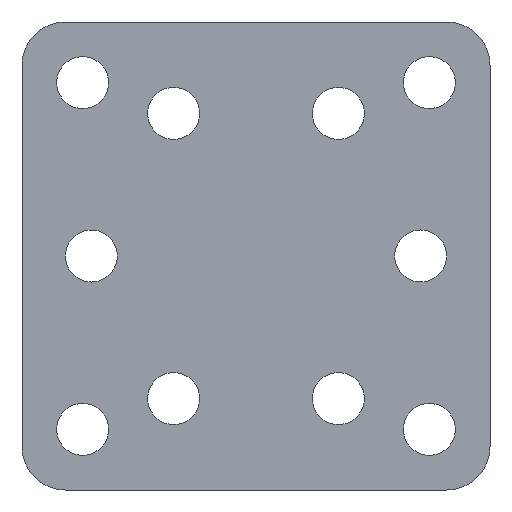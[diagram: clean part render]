
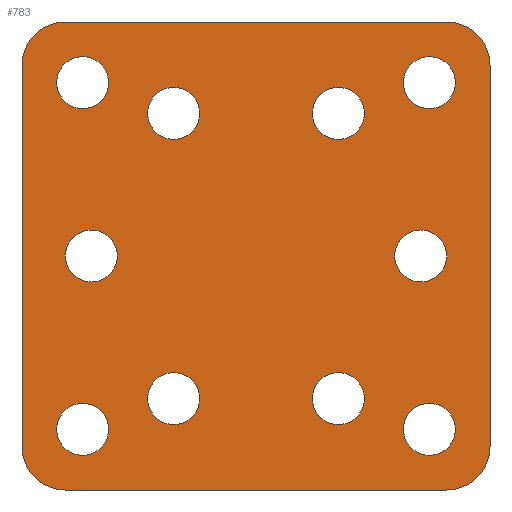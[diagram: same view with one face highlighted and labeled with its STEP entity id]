
A CAD part, front view. The second image highlights one B-rep face of the part: STEP entity #783.
In plain terms, the highlighted planar face has unit normal (0, -1, 0).
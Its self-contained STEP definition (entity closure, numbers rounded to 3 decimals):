
#48=LINE('',#1280,#88);
#54=LINE('',#1295,#94);
#56=LINE('',#1331,#96);
#57=LINE('',#1333,#97);
#88=VECTOR('',#1050,10.);
#94=VECTOR('',#1066,10.);
#96=VECTOR('',#1114,10.);
#97=VECTOR('',#1117,10.);
#116=PLANE('',#883);
#179=FACE_BOUND('',#314,.T.);
#180=FACE_BOUND('',#315,.T.);
#181=FACE_BOUND('',#316,.T.);
#182=FACE_BOUND('',#317,.T.);
#183=FACE_BOUND('',#318,.T.);
#184=FACE_BOUND('',#319,.T.);
#185=FACE_BOUND('',#320,.T.);
#186=FACE_BOUND('',#321,.T.);
#187=FACE_BOUND('',#322,.T.);
#188=FACE_BOUND('',#323,.T.);
#230=FACE_OUTER_BOUND('',#313,.T.);
#313=EDGE_LOOP('',(#721,#722,#723,#724,#725,#726,#727,#728));
#314=EDGE_LOOP('',(#729));
#315=EDGE_LOOP('',(#730));
#316=EDGE_LOOP('',(#731));
#317=EDGE_LOOP('',(#732));
#318=EDGE_LOOP('',(#733));
#319=EDGE_LOOP('',(#734));
#320=EDGE_LOOP('',(#735));
#321=EDGE_LOOP('',(#736));
#322=EDGE_LOOP('',(#737));
#323=EDGE_LOOP('',(#738));
#357=CIRCLE('',#843,2.5);
#366=CIRCLE('',#855,2.5);
#367=CIRCLE('',#857,2.5);
#368=CIRCLE('',#860,2.5);
#369=CIRCLE('',#862,1.5);
#370=CIRCLE('',#864,1.5);
#371=CIRCLE('',#866,1.5);
#372=CIRCLE('',#868,1.5);
#373=CIRCLE('',#870,1.5);
#374=CIRCLE('',#872,1.5);
#375=CIRCLE('',#874,1.5);
#376=CIRCLE('',#876,1.5);
#377=CIRCLE('',#878,1.5);
#378=CIRCLE('',#880,1.5);
#424=VERTEX_POINT('',#1248);
#425=VERTEX_POINT('',#1249);
#438=VERTEX_POINT('',#1279);
#439=VERTEX_POINT('',#1283);
#440=VERTEX_POINT('',#1287);
#441=VERTEX_POINT('',#1288);
#442=VERTEX_POINT('',#1293);
#443=VERTEX_POINT('',#1297);
#444=VERTEX_POINT('',#1301);
#445=VERTEX_POINT('',#1304);
#446=VERTEX_POINT('',#1307);
#447=VERTEX_POINT('',#1310);
#448=VERTEX_POINT('',#1313);
#449=VERTEX_POINT('',#1316);
#450=VERTEX_POINT('',#1319);
#451=VERTEX_POINT('',#1322);
#452=VERTEX_POINT('',#1325);
#453=VERTEX_POINT('',#1328);
#512=EDGE_CURVE('',#424,#425,#357,.T.);
#527=EDGE_CURVE('',#438,#425,#48,.T.);
#529=EDGE_CURVE('',#438,#439,#366,.T.);
#531=EDGE_CURVE('',#440,#441,#367,.T.);
#535=EDGE_CURVE('',#440,#442,#54,.T.);
#536=EDGE_CURVE('',#443,#442,#368,.T.);
#538=EDGE_CURVE('',#444,#444,#369,.T.);
#539=EDGE_CURVE('',#445,#445,#370,.T.);
#540=EDGE_CURVE('',#446,#446,#371,.T.);
#541=EDGE_CURVE('',#447,#447,#372,.T.);
#542=EDGE_CURVE('',#448,#448,#373,.T.);
#543=EDGE_CURVE('',#449,#449,#374,.T.);
#544=EDGE_CURVE('',#450,#450,#375,.T.);
#545=EDGE_CURVE('',#451,#451,#376,.T.);
#546=EDGE_CURVE('',#452,#452,#377,.T.);
#547=EDGE_CURVE('',#453,#453,#378,.T.);
#548=EDGE_CURVE('',#424,#441,#56,.T.);
#549=EDGE_CURVE('',#443,#439,#57,.T.);
#721=ORIENTED_EDGE('',*,*,#512,.F.);
#722=ORIENTED_EDGE('',*,*,#548,.T.);
#723=ORIENTED_EDGE('',*,*,#531,.F.);
#724=ORIENTED_EDGE('',*,*,#535,.T.);
#725=ORIENTED_EDGE('',*,*,#536,.F.);
#726=ORIENTED_EDGE('',*,*,#549,.T.);
#727=ORIENTED_EDGE('',*,*,#529,.F.);
#728=ORIENTED_EDGE('',*,*,#527,.T.);
#729=ORIENTED_EDGE('',*,*,#547,.T.);
#730=ORIENTED_EDGE('',*,*,#546,.T.);
#731=ORIENTED_EDGE('',*,*,#545,.T.);
#732=ORIENTED_EDGE('',*,*,#544,.T.);
#733=ORIENTED_EDGE('',*,*,#543,.T.);
#734=ORIENTED_EDGE('',*,*,#542,.T.);
#735=ORIENTED_EDGE('',*,*,#541,.T.);
#736=ORIENTED_EDGE('',*,*,#540,.T.);
#737=ORIENTED_EDGE('',*,*,#539,.T.);
#738=ORIENTED_EDGE('',*,*,#538,.T.);
#783=ADVANCED_FACE('',(#230,#179,#180,#181,#182,#183,#184,#185,#186,#187,
#188),#116,.F.);
#843=AXIS2_PLACEMENT_3D('',#1250,#1022,#1023);
#855=AXIS2_PLACEMENT_3D('',#1284,#1054,#1055);
#857=AXIS2_PLACEMENT_3D('',#1289,#1059,#1060);
#860=AXIS2_PLACEMENT_3D('',#1298,#1069,#1070);
#862=AXIS2_PLACEMENT_3D('',#1302,#1074,#1075);
#864=AXIS2_PLACEMENT_3D('',#1305,#1078,#1079);
#866=AXIS2_PLACEMENT_3D('',#1308,#1082,#1083);
#868=AXIS2_PLACEMENT_3D('',#1311,#1086,#1087);
#870=AXIS2_PLACEMENT_3D('',#1314,#1090,#1091);
#872=AXIS2_PLACEMENT_3D('',#1317,#1094,#1095);
#874=AXIS2_PLACEMENT_3D('',#1320,#1098,#1099);
#876=AXIS2_PLACEMENT_3D('',#1323,#1102,#1103);
#878=AXIS2_PLACEMENT_3D('',#1326,#1106,#1107);
#880=AXIS2_PLACEMENT_3D('',#1329,#1110,#1111);
#883=AXIS2_PLACEMENT_3D('',#1334,#1118,#1119);
#1022=DIRECTION('center_axis',(0.,1.,0.));
#1023=DIRECTION('ref_axis',(0.707,0.,-0.707));
#1050=DIRECTION('',(1.,0.,0.));
#1054=DIRECTION('center_axis',(0.,1.,0.));
#1055=DIRECTION('ref_axis',(-0.707,0.,-0.707));
#1059=DIRECTION('center_axis',(0.,1.,0.));
#1060=DIRECTION('ref_axis',(0.707,0.,0.707));
#1066=DIRECTION('',(-1.,0.,0.));
#1069=DIRECTION('center_axis',(0.,1.,0.));
#1070=DIRECTION('ref_axis',(-0.707,0.,0.707));
#1074=DIRECTION('center_axis',(0.,1.,0.));
#1075=DIRECTION('ref_axis',(1.,0.,0.));
#1078=DIRECTION('center_axis',(0.,1.,0.));
#1079=DIRECTION('ref_axis',(1.,0.,0.));
#1082=DIRECTION('center_axis',(0.,1.,0.));
#1083=DIRECTION('ref_axis',(1.,0.,0.));
#1086=DIRECTION('center_axis',(0.,1.,0.));
#1087=DIRECTION('ref_axis',(1.,0.,0.));
#1090=DIRECTION('center_axis',(0.,1.,0.));
#1091=DIRECTION('ref_axis',(1.,0.,0.));
#1094=DIRECTION('center_axis',(0.,1.,0.));
#1095=DIRECTION('ref_axis',(1.,0.,0.));
#1098=DIRECTION('center_axis',(0.,1.,0.));
#1099=DIRECTION('ref_axis',(1.,0.,0.));
#1102=DIRECTION('center_axis',(0.,1.,0.));
#1103=DIRECTION('ref_axis',(1.,0.,0.));
#1106=DIRECTION('center_axis',(0.,1.,0.));
#1107=DIRECTION('ref_axis',(1.,0.,0.));
#1110=DIRECTION('center_axis',(0.,1.,0.));
#1111=DIRECTION('ref_axis',(1.,0.,0.));
#1114=DIRECTION('',(0.,0.,1.));
#1117=DIRECTION('',(0.,0.,-1.));
#1118=DIRECTION('center_axis',(0.,1.,0.));
#1119=DIRECTION('ref_axis',(1.,0.,0.));
#1248=CARTESIAN_POINT('',(13.5,-1.9,-11.));
#1249=CARTESIAN_POINT('',(11.,-1.9,-13.5));
#1250=CARTESIAN_POINT('Origin',(11.,-1.9,-11.));
#1279=CARTESIAN_POINT('',(-11.,-1.9,-13.5));
#1280=CARTESIAN_POINT('',(-13.5,-1.9,-13.5));
#1283=CARTESIAN_POINT('',(-13.5,-1.9,-11.));
#1284=CARTESIAN_POINT('Origin',(-11.,-1.9,-11.));
#1287=CARTESIAN_POINT('',(11.,-1.9,13.5));
#1288=CARTESIAN_POINT('',(13.5,-1.9,11.));
#1289=CARTESIAN_POINT('Origin',(11.,-1.9,11.));
#1293=CARTESIAN_POINT('',(-11.,-1.9,13.5));
#1295=CARTESIAN_POINT('',(13.5,-1.9,13.5));
#1297=CARTESIAN_POINT('',(-13.5,-1.9,11.));
#1298=CARTESIAN_POINT('Origin',(-11.,-1.9,11.));
#1301=CARTESIAN_POINT('',(-11.5,-1.9,-10.));
#1302=CARTESIAN_POINT('Origin',(-10.,-1.9,-10.));
#1304=CARTESIAN_POINT('',(8.5,-1.9,-10.));
#1305=CARTESIAN_POINT('Origin',(10.,-1.9,-10.));
#1307=CARTESIAN_POINT('',(-11.5,-1.9,10.));
#1308=CARTESIAN_POINT('Origin',(-10.,-1.9,10.));
#1310=CARTESIAN_POINT('',(8.5,-1.9,10.));
#1311=CARTESIAN_POINT('Origin',(10.,-1.9,10.));
#1313=CARTESIAN_POINT('',(3.25,-1.9,8.227));
#1314=CARTESIAN_POINT('Origin',(4.75,-1.9,8.227));
#1316=CARTESIAN_POINT('',(8.,-1.9,0.));
#1317=CARTESIAN_POINT('Origin',(9.5,-1.9,0.));
#1319=CARTESIAN_POINT('',(3.25,-1.9,-8.227));
#1320=CARTESIAN_POINT('Origin',(4.75,-1.9,-8.227));
#1322=CARTESIAN_POINT('',(-6.25,-1.9,-8.227));
#1323=CARTESIAN_POINT('Origin',(-4.75,-1.9,-8.227));
#1325=CARTESIAN_POINT('',(-6.25,-1.9,8.227));
#1326=CARTESIAN_POINT('Origin',(-4.75,-1.9,8.227));
#1328=CARTESIAN_POINT('',(-11.,-1.9,0.));
#1329=CARTESIAN_POINT('Origin',(-9.5,-1.9,0.));
#1331=CARTESIAN_POINT('',(13.5,-1.9,-13.5));
#1333=CARTESIAN_POINT('',(-13.5,-1.9,13.5));
#1334=CARTESIAN_POINT('Origin',(0.,-1.9,0.));
